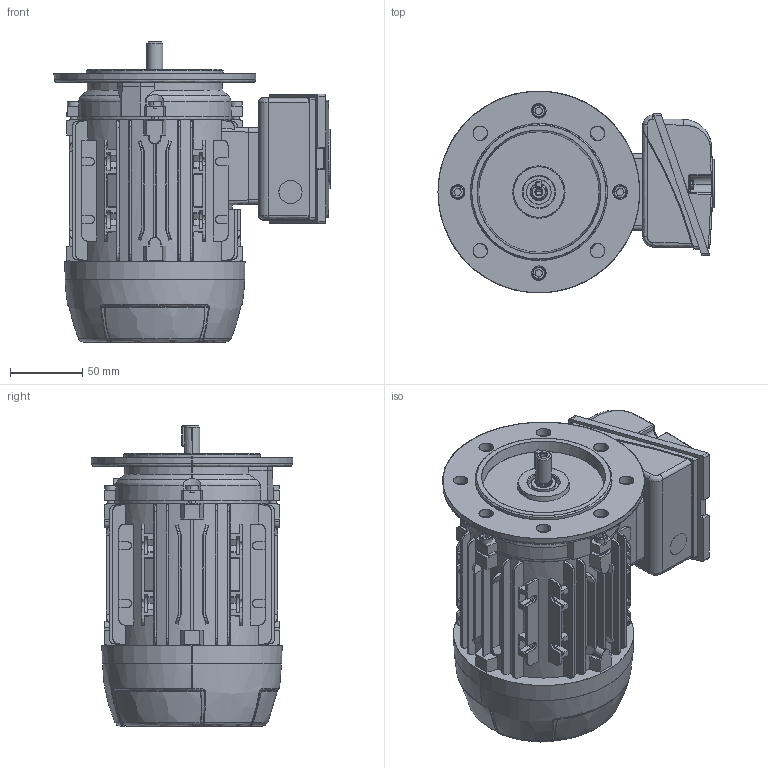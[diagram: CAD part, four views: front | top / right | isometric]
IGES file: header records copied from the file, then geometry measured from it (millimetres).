
Start section: SolidWorks IGES file using analytic representation for surfaces
Global section: file name: 63 LEFT.igs; native system: SolidWorks 2018; preprocessor: SolidWorks 2018; author: dias; date: 210827.130004; units: millimetre
Bounding box: 191.4 x 139.93 x 208 mm (x, y, z)
Surface area: 246538.3 mm2 (no closed solid volume)
Topology: 0 solids, 0 shells, 1518 faces, 16747 edges, 16725 vertices
Faces by surface type: bspline 888, revolution 630
